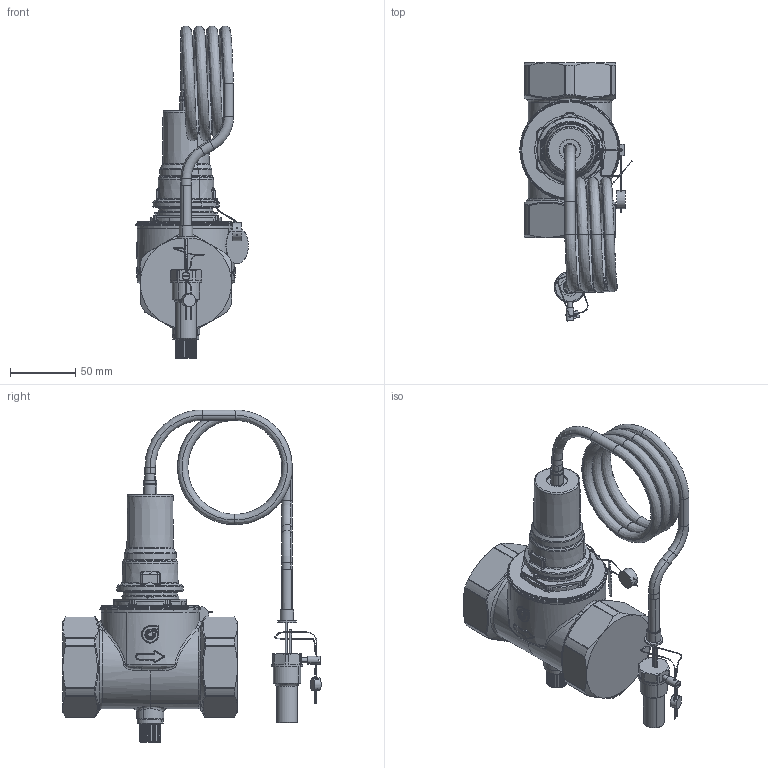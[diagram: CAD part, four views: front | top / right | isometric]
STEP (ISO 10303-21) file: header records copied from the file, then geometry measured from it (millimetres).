
FILE_DESCRIPTION(('CATIA V5 STEP Exchange'),'2;1');
FILE_NAME('STEP_541080_-_TST.stp','2017-10-25T13:44:05+00:00',('none'),('none'),'CATIA Version 5-6 Release 2016 SP4','CATIA V5 STEP AP203','none');
FILE_SCHEMA(('CONFIG_CONTROL_DESIGN'));
Products named in the file (1): 541080 - TST
Bounding box: 86.27 x 198.21 x 254.7 mm (x, y, z)
Volume: 771167.8 mm3; surface area: 91761.2 mm2
Topology: 5 solids, 5 shells, 973 faces, 2371 edges, 1370 vertices
Faces by surface type: cylinder 320, bspline 242, plane 154, torus 116, cone 96, sphere 43, revolution 2
Entity records: 41624 total; most frequent: CARTESIAN_POINT 23063, ORIENTED_EDGE 4624, DIRECTION 2343, EDGE_CURVE 2312, VERTEX_POINT 1370, AXIS2_PLACEMENT_3D 1286, EDGE_LOOP 1013, ADVANCED_FACE 973
